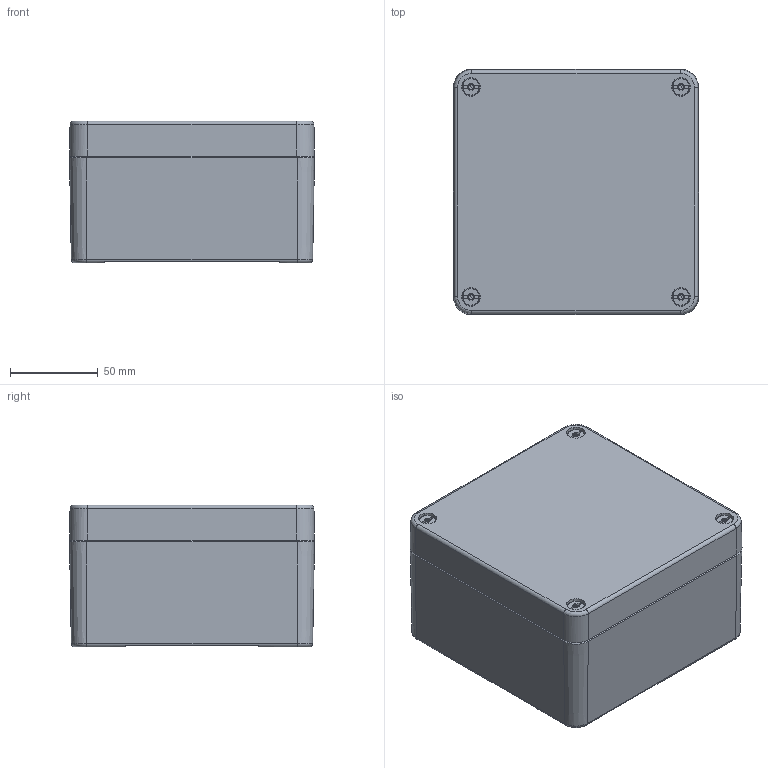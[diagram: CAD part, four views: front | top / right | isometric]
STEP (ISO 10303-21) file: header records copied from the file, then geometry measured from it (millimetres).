
FILE_DESCRIPTION(('CATIA V5 STEP Exchange','CAx-IF Rec.Pracs.--- Model Styling and Organization---1.5--- 2016-08-15','CAx-IF Rec.Pracs.---Supplemental Geometry---1.0---2011-11-01','CAx-IF Rec.Pracs.--- Composite Materials ---1.1---2010-07-15'),'2;1');
FILE_NAME ('1553459-1_1', '2024-05-17T07:39:35+00:00', ('none'), ('Weidmueller'), 'CATIA Version 5-6 Release 2022 SP4 HF5', 'CATIA V5 STEP AP214 v3', 'none');
FILE_SCHEMA(('AUTOMOTIVE_DESIGN { 1 0 10303 214 1 1 1 1 }'));
Length unit declared in the file: millimetre
Products named in the file (1): K42_VMQ
Bounding box: 140 x 140 x 81 mm (x, y, z)
Volume: 445707.5 mm3; surface area: 187134.8 mm2
Topology: 11 solids, 11 shells, 992 faces, 2470 edges, 1541 vertices
Faces by surface type: plane 336, cylinder 276, cone 170, torus 90, bspline 52, revolution 24, extrusion 24, sphere 20
Entity records: 35753 total; most frequent: CARTESIAN_POINT 14148, ORIENTED_EDGE 4884, DIRECTION 3275, EDGE_CURVE 2442, VERTEX_POINT 1541, AXIS2_PLACEMENT_3D 1438, VECTOR 1159, LINE 1135
